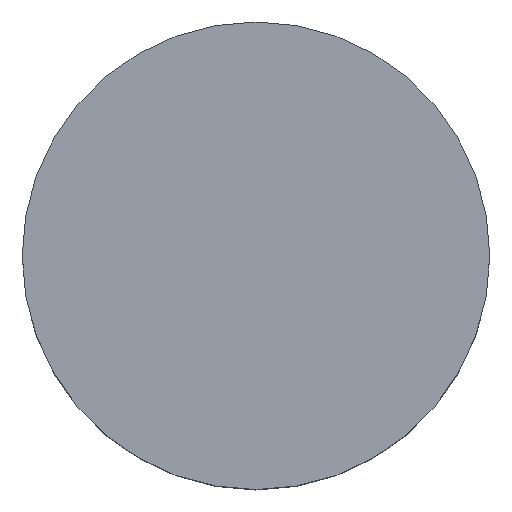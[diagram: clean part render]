
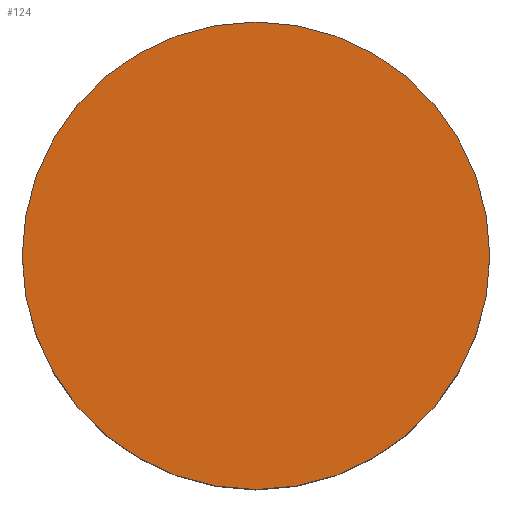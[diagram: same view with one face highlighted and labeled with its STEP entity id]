
A CAD part, top view. The second image highlights one B-rep face of the part: STEP entity #124.
In plain terms, the highlighted planar face has unit normal (0, 0, 1).
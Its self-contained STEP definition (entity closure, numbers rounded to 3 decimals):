
#8 = CIRCLE ( 'NONE', #277, 3. ) ;
#25 = DIRECTION ( 'NONE',  ( 0., 0., 1. ) ) ;
#27 = EDGE_LOOP ( 'NONE', ( #160, #194 ) ) ;
#47 = EDGE_CURVE ( 'NONE', #149, #92, #146, .T. ) ;
#49 = PLANE ( 'NONE',  #303 ) ;
#92 = VERTEX_POINT ( 'NONE', #259 ) ;
#102 = CARTESIAN_POINT ( 'NONE',  ( 0., 0., 0. ) ) ;
#123 = CARTESIAN_POINT ( 'NONE',  ( -3., 0., 0. ) ) ;
#124 = ADVANCED_FACE ( 'NONE', ( #227 ), #49, .T. ) ;
#129 = DIRECTION ( 'NONE',  ( 1., 0., 0. ) ) ;
#146 = CIRCLE ( 'NONE', #332, 3. ) ;
#149 = VERTEX_POINT ( 'NONE', #123 ) ;
#160 = ORIENTED_EDGE ( 'NONE', *, *, #233, .T. ) ;
#179 = CARTESIAN_POINT ( 'NONE',  ( 0., 0., 0. ) ) ;
#185 = DIRECTION ( 'NONE',  ( 0., 0., 1. ) ) ;
#194 = ORIENTED_EDGE ( 'NONE', *, *, #47, .T. ) ;
#227 = FACE_OUTER_BOUND ( 'NONE', #27, .T. ) ;
#232 = DIRECTION ( 'NONE',  ( 1., 0., 0. ) ) ;
#233 = EDGE_CURVE ( 'NONE', #92, #149, #8, .T. ) ;
#259 = CARTESIAN_POINT ( 'NONE',  ( 3., 0., 0. ) ) ;
#277 = AXIS2_PLACEMENT_3D ( 'NONE', #297, #185, #232 ) ;
#297 = CARTESIAN_POINT ( 'NONE',  ( 0., 0., 0. ) ) ;
#303 = AXIS2_PLACEMENT_3D ( 'NONE', #102, #25, #129 ) ;
#317 = DIRECTION ( 'NONE',  ( 0., 0., 1. ) ) ;
#332 = AXIS2_PLACEMENT_3D ( 'NONE', #179, #317, #353 ) ;
#353 = DIRECTION ( 'NONE',  ( 1., 0., 0. ) ) ;
